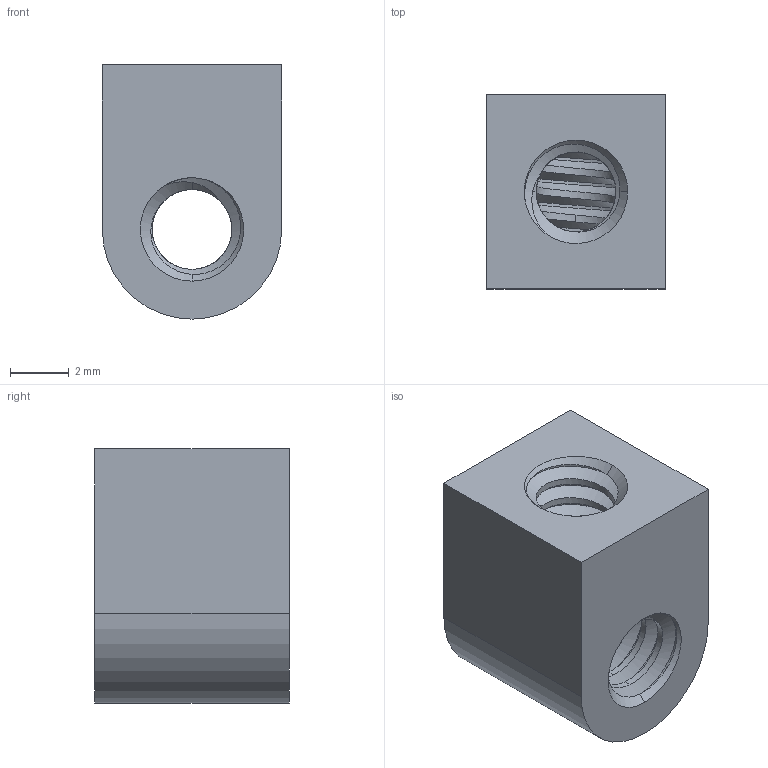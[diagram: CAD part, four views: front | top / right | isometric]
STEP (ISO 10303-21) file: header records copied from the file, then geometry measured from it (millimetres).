
FILE_DESCRIPTION (( 'STEP AP203' ), '1' );
FILE_NAME ('585600.STEP', '2017-07-05T18:55:09', ( '' ), ( '' ), 'SwSTEP 2.0', 'SolidWorks 2016', '' );
FILE_SCHEMA (( 'CONFIG_CONTROL_DESIGN' ));
Length unit declared in the file: inch
Products named in the file (1): 585600
Bounding box: 6.08 x 6.59 x 8.62 mm (x, y, z)
Volume: 238.8 mm3; surface area: 400.4 mm2
Topology: 1 solids, 1 shells, 98 faces, 287 edges, 189 vertices
Faces by surface type: cylinder 66, cone 14, bspline 13, plane 5
Entity records: 9852 total; most frequent: CARTESIAN_POINT 7698, ORIENTED_EDGE 574, DIRECTION 294, EDGE_CURVE 287, VERTEX_POINT 189, AXIS2_PLACEMENT_3D 114, EDGE_LOOP 102, ADVANCED_FACE 98
